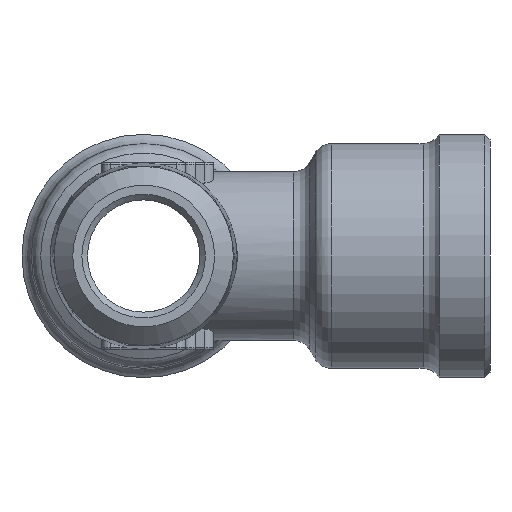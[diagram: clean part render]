
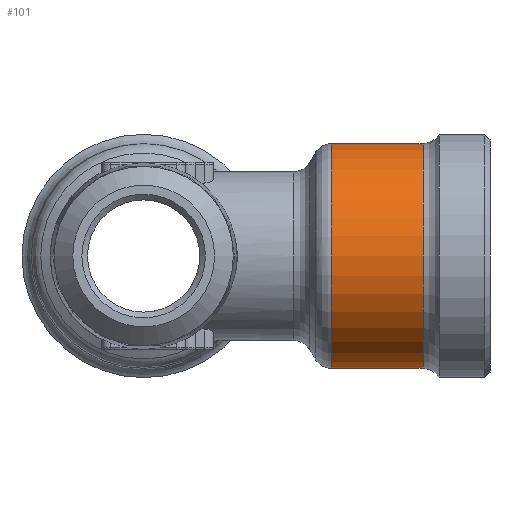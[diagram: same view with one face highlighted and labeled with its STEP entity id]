
A CAD part, left-side view. The second image highlights one B-rep face of the part: STEP entity #101.
In plain terms, the highlighted cylindrical face has radius 6 mm (diameter 12 mm), a full revolution.
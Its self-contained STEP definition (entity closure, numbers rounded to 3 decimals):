
#101 = ADVANCED_FACE( 'NONE', ( #235, #236 ), #237, .T. );
#235 = FACE_OUTER_BOUND( '', #586, .T. );
#236 = FACE_OUTER_BOUND( '', #587, .T. );
#237 = CYLINDRICAL_SURFACE( '', #588, 6. );
#586 = EDGE_LOOP( '', ( #962 ) );
#587 = EDGE_LOOP( '', ( #963 ) );
#588 = AXIS2_PLACEMENT_3D( '', #964, #965, #966 );
#962 = ORIENTED_EDGE( '', *, *, #1519, .T. );
#963 = ORIENTED_EDGE( '', *, *, #1568, .T. );
#964 = CARTESIAN_POINT( '', ( 0., 5.648, 0. ) );
#965 = DIRECTION( '', ( 0., -1., 0. ) );
#966 = DIRECTION( '', ( 0., 0., 1. ) );
#1519 = EDGE_CURVE( 'NONE', #1777, #1777, #1778, .T. );
#1568 = EDGE_CURVE( 'NONE', #1863, #1863, #1864, .T. );
#1777 = VERTEX_POINT( '', #2436 );
#1778 = CIRCLE( '', #2437, 6. );
#1863 = VERTEX_POINT( '', #2536 );
#1864 = CIRCLE( '', #2537, 6. );
#2436 = CARTESIAN_POINT( '', ( -6., -10.021, 0. ) );
#2437 = AXIS2_PLACEMENT_3D( '', #2798, #2799, #2800 );
#2536 = CARTESIAN_POINT( '', ( 6., -14.923, 0. ) );
#2537 = AXIS2_PLACEMENT_3D( '', #2917, #2918, #2919 );
#2798 = CARTESIAN_POINT( '', ( 0., -10.021, 0. ) );
#2799 = DIRECTION( '', ( 0., -1., 0. ) );
#2800 = DIRECTION( '', ( -1., 0., 0. ) );
#2917 = CARTESIAN_POINT( '', ( 0., -14.923, 0. ) );
#2918 = DIRECTION( '', ( 0., 1., 0. ) );
#2919 = DIRECTION( '', ( 1., 0., 0. ) );
